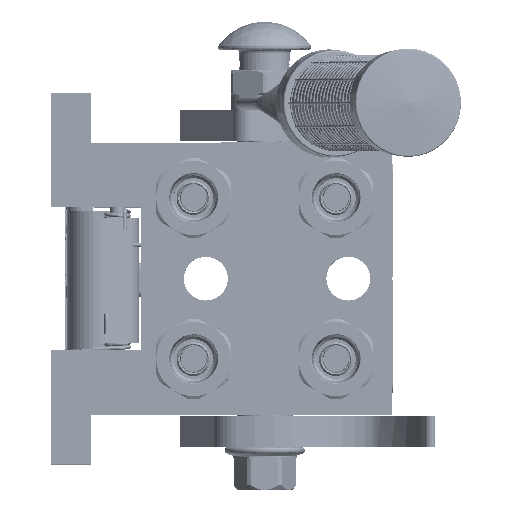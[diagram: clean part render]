
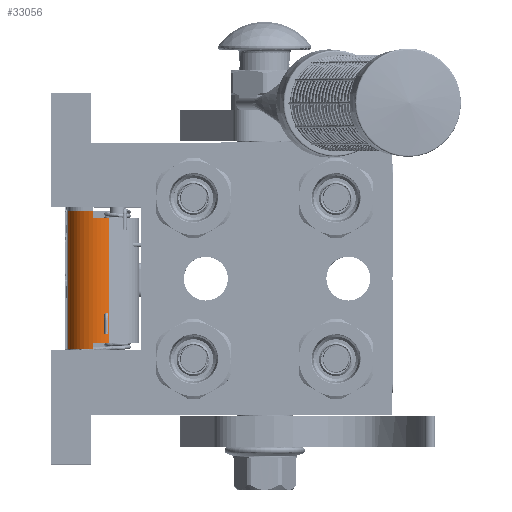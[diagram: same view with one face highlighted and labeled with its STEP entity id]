
A CAD part, top view. The second image highlights one B-rep face of the part: STEP entity #33056.
In plain terms, the highlighted cylindrical face has radius 9.5 mm (diameter 19 mm), a partial arc.
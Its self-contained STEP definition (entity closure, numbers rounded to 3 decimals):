
#8 = CIRCLE ( 'NONE', #183981, 9.5 ) ;
#1848 = EDGE_CURVE ( 'NONE', #14810, #98536, #67538, .T. ) ;
#3987 = LINE ( 'NONE', #54469, #105725 ) ;
#7372 = DIRECTION ( 'NONE',  ( 1., 0., 0. ) ) ;
#11230 = DIRECTION ( 'NONE',  ( -1., 0., 0. ) ) ;
#12758 = LINE ( 'NONE', #56286, #149921 ) ;
#14810 = VERTEX_POINT ( 'NONE', #141503 ) ;
#17083 = CIRCLE ( 'NONE', #119055, 9.5 ) ;
#17420 = EDGE_CURVE ( 'NONE', #54556, #33145, #3987, .T. ) ;
#22095 = ORIENTED_EDGE ( 'NONE', *, *, #39272, .F. ) ;
#28818 = CIRCLE ( 'NONE', #73685, 9.5 ) ;
#29879 = ORIENTED_EDGE ( 'NONE', *, *, #181600, .T. ) ;
#32831 = DIRECTION ( 'NONE',  ( 0., -0.385, -0.923 ) ) ;
#33056 = ADVANCED_FACE ( 'NONE', ( #108703 ), #167922, .T. ) ;
#33145 = VERTEX_POINT ( 'NONE', #41669 ) ;
#33188 = CARTESIAN_POINT ( 'NONE',  ( -20.25, -1.5, -47.5 ) ) ;
#37787 = CARTESIAN_POINT ( 'NONE',  ( 22.25, -1.5, -47.5 ) ) ;
#39272 = EDGE_CURVE ( 'NONE', #33145, #170517, #17083, .T. ) ;
#41669 = CARTESIAN_POINT ( 'NONE',  ( 20.25, -5.154, -56.269 ) ) ;
#54469 = CARTESIAN_POINT ( 'NONE',  ( -20.25, -5.154, -56.269 ) ) ;
#54556 = VERTEX_POINT ( 'NONE', #87890 ) ;
#55717 = CARTESIAN_POINT ( 'NONE',  ( -22.25, 8., -47.5 ) ) ;
#56108 = AXIS2_PLACEMENT_3D ( 'NONE', #117048, #11230, #193718 ) ;
#56286 = CARTESIAN_POINT ( 'NONE',  ( 20.25, 0., -56.881 ) ) ;
#63719 = EDGE_CURVE ( 'NONE', #14810, #87561, #154769, .T. ) ;
#67538 = CIRCLE ( 'NONE', #128445, 9.5 ) ;
#73685 = AXIS2_PLACEMENT_3D ( 'NONE', #37787, #7372, #114493 ) ;
#73749 = DIRECTION ( 'NONE',  ( 0., 0.158, -0.987 ) ) ;
#74245 = CARTESIAN_POINT ( 'NONE',  ( 22.25, 0., -56.881 ) ) ;
#78574 = CARTESIAN_POINT ( 'NONE',  ( -20.25, 0., -56.881 ) ) ;
#83696 = VECTOR ( 'NONE', #128662, 1000. ) ;
#87561 = VERTEX_POINT ( 'NONE', #78574 ) ;
#87890 = CARTESIAN_POINT ( 'NONE',  ( -20.25, -5.154, -56.269 ) ) ;
#90928 = DIRECTION ( 'NONE',  ( 1., 0., 0. ) ) ;
#91936 = DIRECTION ( 'NONE',  ( 1., 0., 0. ) ) ;
#98536 = VERTEX_POINT ( 'NONE', #55717 ) ;
#104497 = ORIENTED_EDGE ( 'NONE', *, *, #17420, .F. ) ;
#105725 = VECTOR ( 'NONE', #144425, 1000. ) ;
#108703 = FACE_OUTER_BOUND ( 'NONE', #163237, .T. ) ;
#108890 = CARTESIAN_POINT ( 'NONE',  ( 20.25, -1.5, -47.5 ) ) ;
#110550 = ORIENTED_EDGE ( 'NONE', *, *, #123461, .T. ) ;
#110723 = EDGE_CURVE ( 'NONE', #170517, #178108, #12758, .T. ) ;
#114493 = DIRECTION ( 'NONE',  ( 0., 0.158, -0.987 ) ) ;
#116065 = VERTEX_POINT ( 'NONE', #175940 ) ;
#116105 = ORIENTED_EDGE ( 'NONE', *, *, #1848, .T. ) ;
#117048 = CARTESIAN_POINT ( 'NONE',  ( -22.25, -1.5, -47.5 ) ) ;
#119055 = AXIS2_PLACEMENT_3D ( 'NONE', #108890, #123459, #32831 ) ;
#121152 = ORIENTED_EDGE ( 'NONE', *, *, #160915, .F. ) ;
#122488 = DIRECTION ( 'NONE',  ( 1., 0., 0. ) ) ;
#123459 = DIRECTION ( 'NONE',  ( 1., 0., 0. ) ) ;
#123461 = EDGE_CURVE ( 'NONE', #54556, #87561, #8, .T. ) ;
#128445 = AXIS2_PLACEMENT_3D ( 'NONE', #151177, #90928, #73749 ) ;
#128662 = DIRECTION ( 'NONE',  ( 1., 0., 0. ) ) ;
#133266 = CARTESIAN_POINT ( 'NONE',  ( 20.25, 0., -56.881 ) ) ;
#138999 = DIRECTION ( 'NONE',  ( 0., -0.385, -0.923 ) ) ;
#141503 = CARTESIAN_POINT ( 'NONE',  ( -22.25, 0., -56.881 ) ) ;
#144425 = DIRECTION ( 'NONE',  ( 1., 0., 0. ) ) ;
#145690 = CARTESIAN_POINT ( 'NONE',  ( -22.25, 8., -47.5 ) ) ;
#149374 = LINE ( 'NONE', #145690, #189590 ) ;
#149921 = VECTOR ( 'NONE', #191252, 1000. ) ;
#151177 = CARTESIAN_POINT ( 'NONE',  ( -22.25, -1.5, -47.5 ) ) ;
#154769 = LINE ( 'NONE', #160376, #83696 ) ;
#160376 = CARTESIAN_POINT ( 'NONE',  ( -22.25, 0., -56.881 ) ) ;
#160915 = EDGE_CURVE ( 'NONE', #178108, #116065, #28818, .T. ) ;
#163237 = EDGE_LOOP ( 'NONE', ( #104497, #110550, #168286, #116105, #29879, #121152, #169513, #22095 ) ) ;
#167922 = CYLINDRICAL_SURFACE ( 'NONE', #56108, 9.5 ) ;
#168286 = ORIENTED_EDGE ( 'NONE', *, *, #63719, .F. ) ;
#169513 = ORIENTED_EDGE ( 'NONE', *, *, #110723, .F. ) ;
#170517 = VERTEX_POINT ( 'NONE', #133266 ) ;
#175940 = CARTESIAN_POINT ( 'NONE',  ( 22.25, 8., -47.5 ) ) ;
#178108 = VERTEX_POINT ( 'NONE', #74245 ) ;
#181600 = EDGE_CURVE ( 'NONE', #98536, #116065, #149374, .T. ) ;
#183981 = AXIS2_PLACEMENT_3D ( 'NONE', #33188, #122488, #138999 ) ;
#189590 = VECTOR ( 'NONE', #91936, 1000. ) ;
#191252 = DIRECTION ( 'NONE',  ( 1., 0., 0. ) ) ;
#193718 = DIRECTION ( 'NONE',  ( 0., -1., 0. ) ) ;
